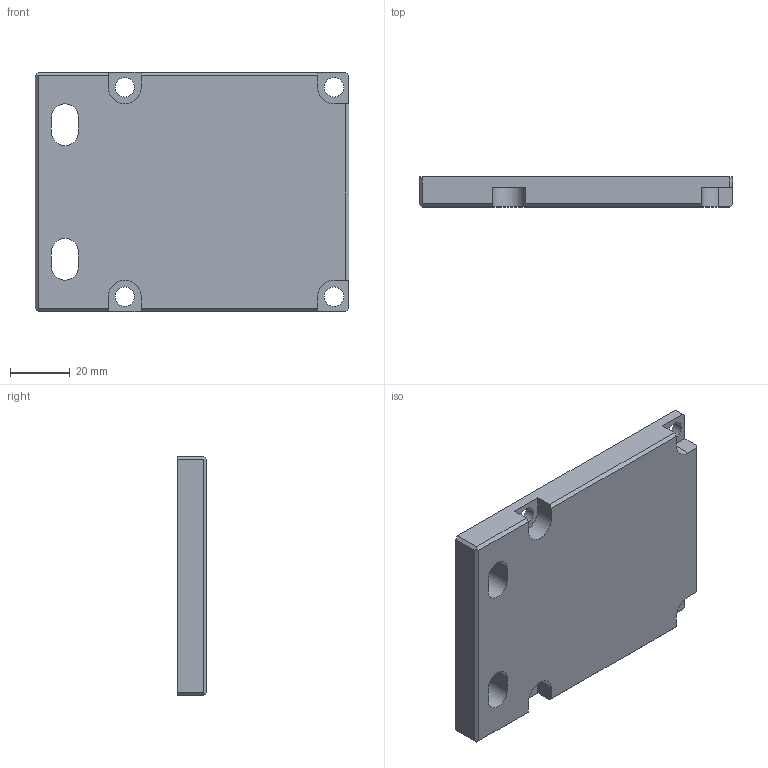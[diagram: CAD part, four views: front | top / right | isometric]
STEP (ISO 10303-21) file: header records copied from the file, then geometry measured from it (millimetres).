
FILE_DESCRIPTION(('Creo Elements/Direct Modeling STEP Export'),'2;1');
FILE_NAME('88.0240_Sockelplatte-MMS-88_105x80x10-Langloch-(P-80-80).stp','2022-03-18T14:21:58',(''),(''),'PTC Creo Elements/Direct Modeling STEP processor for AP214 (Solid Model)','PTC Creo Elements/Direct Modeling 19.0C 15-Aug-2015 (C) Parametric Technology GmbH','');
FILE_SCHEMA(('AUTOMOTIVE_DESIGN { 1 0 10303 214 1 1 1 1 }'));
Length unit declared in the file: millimetre
Products named in the file (2): Sockelplatte-MMS-88_105x80x10-Langloch-P-80-80_88.0240_PX175837
Assembly tree (1 placements, depth 2):
  Sockelplatte-MMS-88_105x80x10-Langloch-P-80-80_88.0240_PX175837
    Sockelplatte-MMS-88_105x80x10-Langloch-P-80-80_88.0240_PX175837
Bounding box: 105 x 10 x 80 mm (x, y, z)
Volume: 78516.5 mm3; surface area: 20830 mm2
Topology: 1 solids, 1 shells, 48 faces, 138 edges, 92 vertices
Faces by surface type: plane 32, cylinder 16
Entity records: 1603 total; most frequent: ORIENTED_EDGE 276, CARTESIAN_POINT 272, DIRECTION 254, EDGE_CURVE 138, VECTOR 106, LINE 106, VERTEX_POINT 92, AXIS2_PLACEMENT_3D 74
